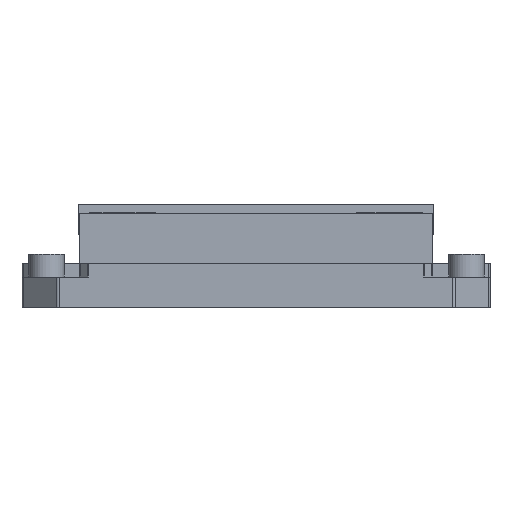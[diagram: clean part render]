
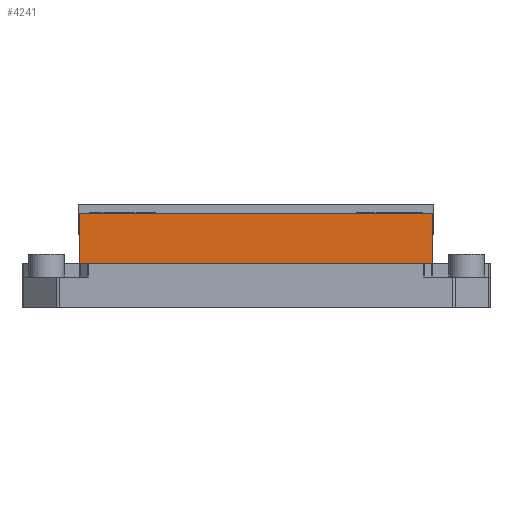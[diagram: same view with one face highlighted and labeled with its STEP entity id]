
A CAD part, front view. The second image highlights one B-rep face of the part: STEP entity #4241.
In plain terms, the highlighted face is planar.
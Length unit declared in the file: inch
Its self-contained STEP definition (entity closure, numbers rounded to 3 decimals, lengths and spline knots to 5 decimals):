
#616=FACE_OUTER_BOUND('',#887,.T.);
#887=EDGE_LOOP('',(#3442,#3443,#3444,#3445));
#1175=LINE('',#6423,#1548);
#1214=LINE('',#8302,#1587);
#1217=LINE('',#8307,#1590);
#1218=LINE('',#8308,#1591);
#1548=VECTOR('',#5353,0.3937);
#1587=VECTOR('',#5418,0.3937);
#1590=VECTOR('',#5423,0.3937);
#1591=VECTOR('',#5424,0.3937);
#1924=VERTEX_POINT('',#6416);
#1927=VERTEX_POINT('',#6421);
#2015=VERTEX_POINT('',#8298);
#2017=VERTEX_POINT('',#8301);
#2407=EDGE_CURVE('',#1924,#1927,#1175,.T.);
#2524=EDGE_CURVE('',#2017,#2015,#1214,.F.);
#2527=EDGE_CURVE('',#2015,#1924,#1217,.T.);
#2528=EDGE_CURVE('',#2017,#1927,#1218,.T.);
#3442=ORIENTED_EDGE('',*,*,#2527,.T.);
#3443=ORIENTED_EDGE('',*,*,#2407,.T.);
#3444=ORIENTED_EDGE('',*,*,#2528,.F.);
#3445=ORIENTED_EDGE('',*,*,#2524,.T.);
#4025=PLANE('',#4629);
#4241=ADVANCED_FACE('',(#616),#4025,.T.);
#4629=AXIS2_PLACEMENT_3D('',#8306,#5421,#5422);
#5353=DIRECTION('',(1.,0.,0.));
#5418=DIRECTION('',(1.,0.,0.));
#5421=DIRECTION('center_axis',(0.,1.,0.));
#5422=DIRECTION('ref_axis',(-1.,0.,0.));
#5423=DIRECTION('',(0.,0.,1.));
#5424=DIRECTION('',(0.,0.,1.));
#6416=CARTESIAN_POINT('',(-4.49,4.1635,0.885));
#6421=CARTESIAN_POINT('',(-0.51,4.1635,0.885));
#6423=CARTESIAN_POINT('',(-1.515,4.1635,0.885));
#8298=CARTESIAN_POINT('',(-4.49,4.1635,0.32));
#8301=CARTESIAN_POINT('',(-0.51,4.1635,0.32));
#8302=CARTESIAN_POINT('',(-1.515,4.1635,0.32));
#8306=CARTESIAN_POINT('Origin',(-0.53,4.1635,0.42));
#8307=CARTESIAN_POINT('',(-4.49,4.1635,0.42));
#8308=CARTESIAN_POINT('',(-0.51,4.1635,0.42));
